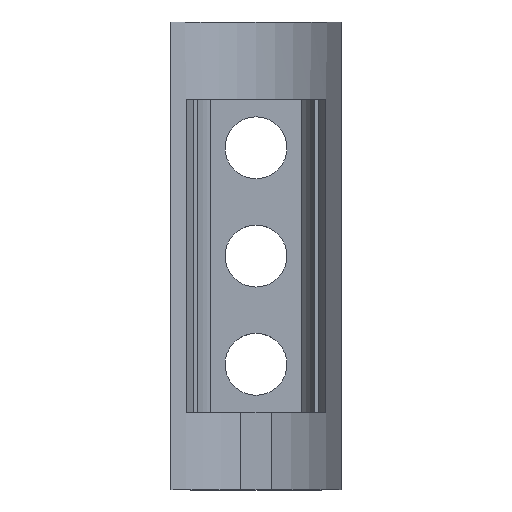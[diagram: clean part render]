
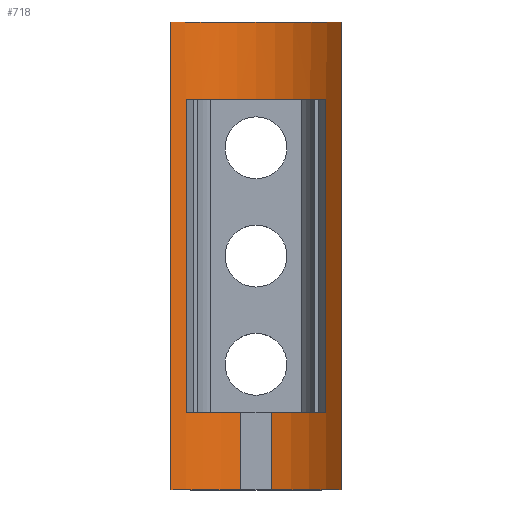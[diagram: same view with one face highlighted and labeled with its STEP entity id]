
A CAD part, top view. The second image highlights one B-rep face of the part: STEP entity #718.
In plain terms, the highlighted cylindrical face has radius 30 mm (diameter 60 mm), a partial arc.
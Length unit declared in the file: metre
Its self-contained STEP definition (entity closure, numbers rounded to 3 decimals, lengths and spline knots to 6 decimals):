
#24=CIRCLE('',#771,0.03);
#25=CIRCLE('',#772,0.03);
#26=CIRCLE('',#773,0.03);
#27=CIRCLE('',#774,0.03);
#28=CIRCLE('',#775,0.03);
#29=CIRCLE('',#776,0.03);
#36=CYLINDRICAL_SURFACE('',#770,0.03);
#76=ORIENTED_EDGE('',*,*,#292,.F.);
#77=ORIENTED_EDGE('',*,*,#293,.F.);
#78=ORIENTED_EDGE('',*,*,#294,.F.);
#79=ORIENTED_EDGE('',*,*,#295,.T.);
#80=ORIENTED_EDGE('',*,*,#296,.T.);
#81=ORIENTED_EDGE('',*,*,#297,.F.);
#82=ORIENTED_EDGE('',*,*,#298,.T.);
#83=ORIENTED_EDGE('',*,*,#299,.T.);
#84=ORIENTED_EDGE('',*,*,#300,.F.);
#85=ORIENTED_EDGE('',*,*,#301,.F.);
#86=ORIENTED_EDGE('',*,*,#302,.T.);
#87=ORIENTED_EDGE('',*,*,#303,.T.);
#292=EDGE_CURVE('',#400,#401,#472,.T.);
#293=EDGE_CURVE('',#402,#400,#24,.T.);
#294=EDGE_CURVE('',#403,#402,#473,.T.);
#295=EDGE_CURVE('',#403,#404,#25,.T.);
#296=EDGE_CURVE('',#404,#405,#474,.T.);
#297=EDGE_CURVE('',#406,#405,#26,.T.);
#298=EDGE_CURVE('',#406,#407,#475,.T.);
#299=EDGE_CURVE('',#407,#408,#27,.T.);
#300=EDGE_CURVE('',#409,#408,#476,.T.);
#301=EDGE_CURVE('',#410,#409,#28,.T.);
#302=EDGE_CURVE('',#410,#411,#477,.T.);
#303=EDGE_CURVE('',#411,#401,#29,.T.);
#400=VERTEX_POINT('',#970);
#401=VERTEX_POINT('',#971);
#402=VERTEX_POINT('',#973);
#403=VERTEX_POINT('',#975);
#404=VERTEX_POINT('',#977);
#405=VERTEX_POINT('',#979);
#406=VERTEX_POINT('',#981);
#407=VERTEX_POINT('',#983);
#408=VERTEX_POINT('',#985);
#409=VERTEX_POINT('',#987);
#410=VERTEX_POINT('',#989);
#411=VERTEX_POINT('',#991);
#472=LINE('',#969,#536);
#473=LINE('',#974,#537);
#474=LINE('',#978,#538);
#475=LINE('',#982,#539);
#476=LINE('',#986,#540);
#477=LINE('',#990,#541);
#536=VECTOR('',#816,1.);
#537=VECTOR('',#819,1.);
#538=VECTOR('',#822,1.);
#539=VECTOR('',#825,1.);
#540=VECTOR('',#828,1.);
#541=VECTOR('',#831,1.);
#599=EDGE_LOOP('',(#76,#77,#78,#79,#80,#81,#82,#83,#84,#85,#86,#87));
#647=FACE_BOUND('',#599,.T.);
#718=ADVANCED_FACE('',(#647),#36,.F.);
#770=AXIS2_PLACEMENT_3D('',#968,#814,#815);
#771=AXIS2_PLACEMENT_3D('',#972,#817,#818);
#772=AXIS2_PLACEMENT_3D('',#976,#820,#821);
#773=AXIS2_PLACEMENT_3D('',#980,#823,#824);
#774=AXIS2_PLACEMENT_3D('',#984,#826,#827);
#775=AXIS2_PLACEMENT_3D('',#988,#829,#830);
#776=AXIS2_PLACEMENT_3D('',#992,#832,#833);
#814=DIRECTION('',(0.,-1.,0.));
#815=DIRECTION('',(0.,0.,-1.));
#816=DIRECTION('',(0.,-1.,0.));
#817=DIRECTION('',(0.,-1.,0.));
#818=DIRECTION('',(0.,0.,-1.));
#819=DIRECTION('',(0.,-1.,0.));
#820=DIRECTION('',(0.,-1.,0.));
#821=DIRECTION('',(0.,0.,-1.));
#822=DIRECTION('',(0.,-1.,0.));
#823=DIRECTION('',(0.,-1.,0.));
#824=DIRECTION('',(0.,0.,-1.));
#825=DIRECTION('',(0.,-1.,0.));
#826=DIRECTION('',(0.,-1.,0.));
#827=DIRECTION('',(0.,0.,-1.));
#828=DIRECTION('',(0.,-1.,0.));
#829=DIRECTION('',(0.,-1.,0.));
#830=DIRECTION('',(0.,0.,-1.));
#831=DIRECTION('',(0.,-1.,0.));
#832=DIRECTION('',(0.,-1.,0.));
#833=DIRECTION('',(0.,0.,-1.));
#968=CARTESIAN_POINT('',(0.,0.0325,0.038));
#969=CARTESIAN_POINT('',(-0.004,0.032502,0.008268));
#970=CARTESIAN_POINT('',(-0.004,-0.0685,0.008268));
#971=CARTESIAN_POINT('',(-0.004,-0.0885,0.008268));
#972=CARTESIAN_POINT('',(0.,-0.0685,0.038));
#973=CARTESIAN_POINT('',(-0.018113,-0.0685,0.014085));
#974=CARTESIAN_POINT('',(-0.018113,0.0125,0.014085));
#975=CARTESIAN_POINT('',(-0.018113,0.0125,0.014085));
#976=CARTESIAN_POINT('',(0.,0.0125,0.038));
#977=CARTESIAN_POINT('',(0.018113,0.0125,0.014085));
#978=CARTESIAN_POINT('',(0.018113,0.0125,0.014085));
#979=CARTESIAN_POINT('',(0.018113,-0.0685,0.014085));
#980=CARTESIAN_POINT('',(0.,-0.0685,0.038));
#981=CARTESIAN_POINT('',(0.004,-0.0685,0.008268));
#982=CARTESIAN_POINT('',(0.004,0.032502,0.008268));
#983=CARTESIAN_POINT('',(0.004,-0.0885,0.008268));
#984=CARTESIAN_POINT('',(0.,-0.0885,0.038));
#985=CARTESIAN_POINT('',(0.022,-0.0885,0.017604));
#986=CARTESIAN_POINT('',(0.022,0.0325,0.017604));
#987=CARTESIAN_POINT('',(0.022,0.0325,0.017604));
#988=CARTESIAN_POINT('',(0.,0.0325,0.038));
#989=CARTESIAN_POINT('',(-0.022,0.0325,0.017604));
#990=CARTESIAN_POINT('',(-0.022,0.0325,0.017604));
#991=CARTESIAN_POINT('',(-0.022,-0.0885,0.017604));
#992=CARTESIAN_POINT('',(0.,-0.0885,0.038));
